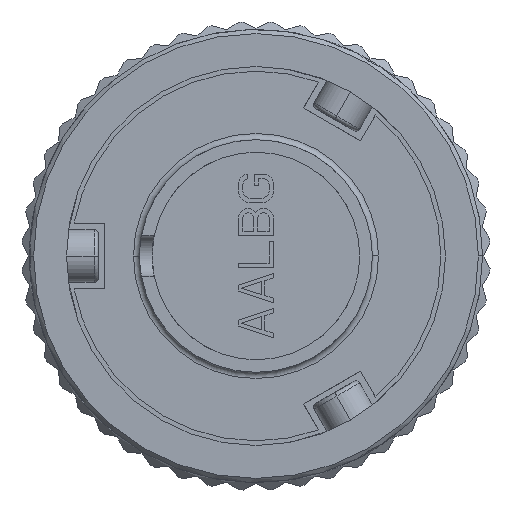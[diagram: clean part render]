
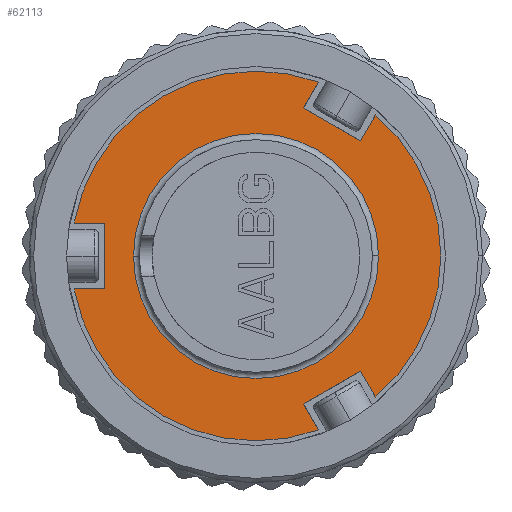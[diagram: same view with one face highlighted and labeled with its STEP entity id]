
A CAD part, left-side view. The second image highlights one B-rep face of the part: STEP entity #62113.
In plain terms, the highlighted planar face has unit normal (-1, 0, 0).
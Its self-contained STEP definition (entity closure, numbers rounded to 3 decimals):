
#4007=DIRECTION('',(0.,-1.,0.));
#4008=VECTOR('',#4007,1.456);
#4009=CARTESIAN_POINT('',(13.49,8.831,-1.6));
#4010=LINE('4889',#4009,#4008);
#4011=DIRECTION('',(0.,0.,1.));
#4012=VECTOR('',#4011,3.2);
#4013=CARTESIAN_POINT('',(13.49,7.375,-1.6));
#4014=LINE('4890',#4013,#4012);
#4015=DIRECTION('',(0.,-1.,0.));
#4016=VECTOR('',#4015,1.456);
#4017=CARTESIAN_POINT('',(13.49,8.831,1.6));
#4018=LINE('4891',#4017,#4016);
#4019=DIRECTION('',(0.,0.5,-0.866));
#4020=VECTOR('',#4019,1.456);
#4021=CARTESIAN_POINT('',(13.49,-3.03,8.448));
#4022=LINE('4879',#4021,#4020);
#4023=DIRECTION('',(0.,-0.866,-0.5));
#4024=VECTOR('',#4023,3.2);
#4025=CARTESIAN_POINT('',(13.49,-2.302,7.187));
#4026=LINE('4877',#4025,#4024);
#4027=DIRECTION('',(0.,-0.5,0.866));
#4028=VECTOR('',#4027,1.456);
#4029=CARTESIAN_POINT('',(13.49,-5.073,5.587));
#4030=LINE('4878',#4029,#4028);
#4031=DIRECTION('',(0.,0.5,0.866));
#4032=VECTOR('',#4031,1.456);
#4033=CARTESIAN_POINT('',(13.49,-5.801,-6.848));
#4034=LINE('4882',#4033,#4032);
#4035=DIRECTION('',(0.,0.866,-0.5));
#4036=VECTOR('',#4035,3.2);
#4037=CARTESIAN_POINT('',(13.49,-5.073,-5.587));
#4038=LINE('4883',#4037,#4036);
#4039=DIRECTION('',(0.,-0.5,-0.866));
#4040=VECTOR('',#4039,1.456);
#4041=CARTESIAN_POINT('',(13.49,-2.302,-7.187));
#4042=LINE('4884',#4041,#4040);
#4043=CARTESIAN_POINT('',(13.49,0.,0.));
#4044=DIRECTION('',(1.,0.,0.));
#4045=DIRECTION('',(0.,-1.,0.));
#4046=AXIS2_PLACEMENT_3D('',#4043,#4044,#4045);
#4048=CARTESIAN_POINT('',(13.49,0.,0.));
#4049=DIRECTION('',(1.,0.,0.));
#4050=DIRECTION('',(0.,1.,0.));
#4051=AXIS2_PLACEMENT_3D('',#4048,#4049,#4050);
#4139=CARTESIAN_POINT('',(13.49,0.,0.));
#4140=DIRECTION('',(-1.,0.,0.));
#4141=DIRECTION('',(0.,0.984,-0.178));
#4142=AXIS2_PLACEMENT_3D('',#4139,#4140,#4141);
#4170=CARTESIAN_POINT('',(13.49,0.,0.));
#4171=DIRECTION('',(-1.,0.,0.));
#4172=DIRECTION('',(0.,-0.338,0.941));
#4173=AXIS2_PLACEMENT_3D('',#4170,#4171,#4172);
#4265=CARTESIAN_POINT('',(13.49,0.,0.));
#4266=DIRECTION('',(-1.,0.,0.));
#4267=DIRECTION('',(0.,-0.646,-0.763));
#4268=AXIS2_PLACEMENT_3D('',#4265,#4266,#4267);
#48523=CARTESIAN_POINT('',(13.49,-5.801,6.848));
#48525=VERTEX_POINT('',#48523);
#48527=CARTESIAN_POINT('',(13.49,-3.03,8.448));
#48529=VERTEX_POINT('',#48527);
#48531=CARTESIAN_POINT('',(13.49,-2.302,7.187));
#48532=CARTESIAN_POINT('',(13.49,-5.073,5.587));
#48533=VERTEX_POINT('',#48531);
#48534=VERTEX_POINT('',#48532);
#48535=CARTESIAN_POINT('',(13.49,-5.801,-6.848));
#48537=VERTEX_POINT('',#48535);
#48539=CARTESIAN_POINT('',(13.49,-3.03,-8.448));
#48541=VERTEX_POINT('',#48539);
#48543=CARTESIAN_POINT('',(13.49,-5.073,-5.587));
#48544=VERTEX_POINT('',#48543);
#48545=CARTESIAN_POINT('',(13.49,-2.302,-7.187));
#48546=VERTEX_POINT('',#48545);
#48547=CARTESIAN_POINT('',(13.49,8.831,-1.6));
#48549=VERTEX_POINT('',#48547);
#48551=CARTESIAN_POINT('',(13.49,8.831,1.6));
#48553=VERTEX_POINT('',#48551);
#48555=CARTESIAN_POINT('',(13.49,7.375,-1.6));
#48556=VERTEX_POINT('',#48555);
#48557=CARTESIAN_POINT('',(13.49,7.375,1.6));
#48558=VERTEX_POINT('',#48557);
#48563=CARTESIAN_POINT('',(13.49,-5.95,0.));
#48564=CARTESIAN_POINT('',(13.49,5.95,0.));
#48565=VERTEX_POINT('',#48563);
#48566=VERTEX_POINT('',#48564);
#62080=CARTESIAN_POINT('',(13.49,0.,0.));
#62081=DIRECTION('',(1.,0.,0.));
#62082=DIRECTION('',(0.,-1.,0.));
#62083=AXIS2_PLACEMENT_3D('',#62080,#62081,#62082);
#62084=PLANE('248',#62083);
#62086=ORIENTED_EDGE('4889',*,*,#62085,.T.);
#62087=ORIENTED_EDGE('4890',*,*,#61975,.T.);
#62089=ORIENTED_EDGE('4891',*,*,#62088,.F.);
#62091=ORIENTED_EDGE('4892',*,*,#62090,.F.);
#62092=ORIENTED_EDGE('4879',*,*,#62066,.T.);
#62093=ORIENTED_EDGE('4877',*,*,#61874,.T.);
#62095=ORIENTED_EDGE('4878',*,*,#62094,.T.);
#62097=ORIENTED_EDGE('4885',*,*,#62096,.F.);
#62099=ORIENTED_EDGE('4882',*,*,#62098,.T.);
#62100=ORIENTED_EDGE('4883',*,*,#61925,.T.);
#62102=ORIENTED_EDGE('4884',*,*,#62101,.T.);
#62104=ORIENTED_EDGE('4893',*,*,#62103,.F.);
#62105=EDGE_LOOP('248',(#62086,#62087,#62089,#62091,#62092,#62093,#62095,#62097,
#62099,#62100,#62102,#62104));
#62106=FACE_OUTER_BOUND('248',#62105,.F.);
#62108=ORIENTED_EDGE('4897',*,*,#62107,.F.);
#62110=ORIENTED_EDGE('4899',*,*,#62109,.F.);
#62111=EDGE_LOOP('248',(#62108,#62110));
#62112=FACE_BOUND('248',#62111,.F.);
#4047=CIRCLE('4897',#4046,5.95);
#4052=CIRCLE('4899',#4051,5.95);
#4143=CIRCLE('4893',#4142,8.975);
#4174=CIRCLE('4892',#4173,8.975);
#4269=CIRCLE('4885',#4268,8.975);
#61874=EDGE_CURVE('4877',#48533,#48534,#4026,.T.);
#61925=EDGE_CURVE('4883',#48544,#48546,#4038,.T.);
#61975=EDGE_CURVE('4890',#48556,#48558,#4014,.T.);
#62066=EDGE_CURVE('4879',#48529,#48533,#4022,.T.);
#62085=EDGE_CURVE('4889',#48549,#48556,#4010,.T.);
#62088=EDGE_CURVE('4891',#48553,#48558,#4018,.T.);
#62090=EDGE_CURVE('4892',#48529,#48553,#4174,.T.);
#62094=EDGE_CURVE('4878',#48534,#48525,#4030,.T.);
#62096=EDGE_CURVE('4885',#48537,#48525,#4269,.T.);
#62098=EDGE_CURVE('4882',#48537,#48544,#4034,.T.);
#62101=EDGE_CURVE('4884',#48546,#48541,#4042,.T.);
#62103=EDGE_CURVE('4893',#48549,#48541,#4143,.T.);
#62107=EDGE_CURVE('4897',#48565,#48566,#4047,.T.);
#62109=EDGE_CURVE('4899',#48566,#48565,#4052,.T.);
#62113=ADVANCED_FACE('248',(#62106,#62112),#62084,.F.);
